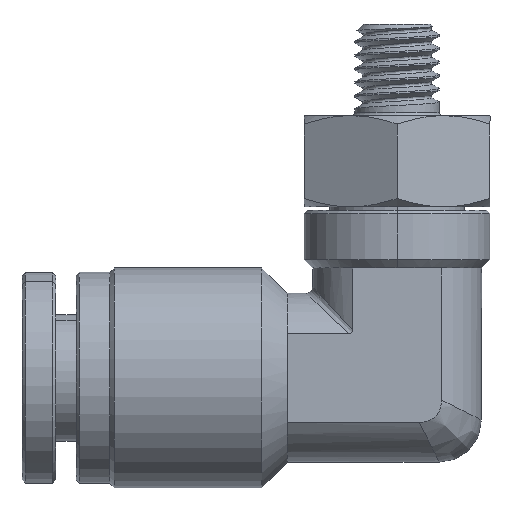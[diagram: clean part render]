
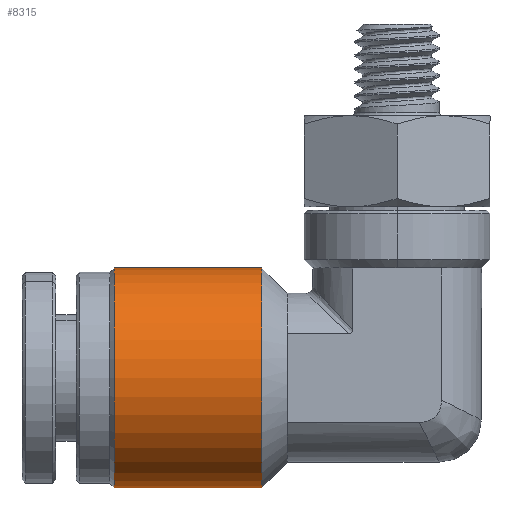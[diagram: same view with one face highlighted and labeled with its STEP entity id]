
A CAD part, left-side view. The second image highlights one B-rep face of the part: STEP entity #8315.
In plain terms, the highlighted cylindrical face has radius 6.5 mm (diameter 13 mm), a partial arc.
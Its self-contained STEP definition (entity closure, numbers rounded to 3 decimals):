
#350 = DIRECTION ( 'NONE',  ( 0., 0., 1. ) ) ;
#604 = EDGE_CURVE ( 'NONE', #12970, #17058, #16345, .T. ) ;
#1826 = ORIENTED_EDGE ( 'NONE', *, *, #604, .T. ) ;
#1869 = EDGE_CURVE ( 'NONE', #17084, #11925, #3088, .T. ) ;
#2018 = CARTESIAN_POINT ( 'NONE',  ( 0., 10., 0. ) ) ;
#2958 = DIRECTION ( 'NONE',  ( 0., -1., 0. ) ) ;
#3088 = CIRCLE ( 'NONE', #10379, 6.5 ) ;
#4109 = VECTOR ( 'NONE', #2958, 1000. ) ;
#4489 = CARTESIAN_POINT ( 'NONE',  ( 0., 10., 6.5 ) ) ;
#6031 = ORIENTED_EDGE ( 'NONE', *, *, #1869, .T. ) ;
#6244 = DIRECTION ( 'NONE',  ( 0., -1., 0. ) ) ;
#8212 = LINE ( 'NONE', #11698, #4109 ) ;
#8315 = ADVANCED_FACE ( 'NONE', ( #16547 ), #18430, .T. ) ;
#9975 = LINE ( 'NONE', #4489, #19263 ) ;
#10379 = AXIS2_PLACEMENT_3D ( 'NONE', #15773, #14179, #22162 ) ;
#10795 = DIRECTION ( 'NONE',  ( 0., -1., 0. ) ) ;
#11547 = CARTESIAN_POINT ( 'NONE',  ( 0., -1., 6.5 ) ) ;
#11698 = CARTESIAN_POINT ( 'NONE',  ( 0., 10., -6.5 ) ) ;
#11925 = VERTEX_POINT ( 'NONE', #11547 ) ;
#12970 = VERTEX_POINT ( 'NONE', #16554 ) ;
#13706 = CARTESIAN_POINT ( 'NONE',  ( 0., 7.75, -6.5 ) ) ;
#14179 = DIRECTION ( 'NONE',  ( 0., 1., 0. ) ) ;
#15002 = AXIS2_PLACEMENT_3D ( 'NONE', #2018, #19590, #19661 ) ;
#15466 = CARTESIAN_POINT ( 'NONE',  ( 0., -1., -6.5 ) ) ;
#15768 = EDGE_CURVE ( 'NONE', #17058, #17084, #8212, .T. ) ;
#15773 = CARTESIAN_POINT ( 'NONE',  ( 0., -1., 0. ) ) ;
#16345 = CIRCLE ( 'NONE', #17811, 6.5 ) ;
#16547 = FACE_OUTER_BOUND ( 'NONE', #19091, .T. ) ;
#16554 = CARTESIAN_POINT ( 'NONE',  ( 0., 7.75, 6.5 ) ) ;
#17058 = VERTEX_POINT ( 'NONE', #13706 ) ;
#17084 = VERTEX_POINT ( 'NONE', #15466 ) ;
#17811 = AXIS2_PLACEMENT_3D ( 'NONE', #21279, #10795, #350 ) ;
#18018 = EDGE_CURVE ( 'NONE', #12970, #11925, #9975, .T. ) ;
#18430 = CYLINDRICAL_SURFACE ( 'NONE', #15002, 6.5 ) ;
#19091 = EDGE_LOOP ( 'NONE', ( #19912, #1826, #19653, #6031 ) ) ;
#19263 = VECTOR ( 'NONE', #6244, 1000. ) ;
#19590 = DIRECTION ( 'NONE',  ( 0., -1., 0. ) ) ;
#19653 = ORIENTED_EDGE ( 'NONE', *, *, #15768, .T. ) ;
#19661 = DIRECTION ( 'NONE',  ( 0., 0., -1. ) ) ;
#19912 = ORIENTED_EDGE ( 'NONE', *, *, #18018, .F. ) ;
#21279 = CARTESIAN_POINT ( 'NONE',  ( 0., 7.75, 0. ) ) ;
#22162 = DIRECTION ( 'NONE',  ( 0., 0., 1. ) ) ;
